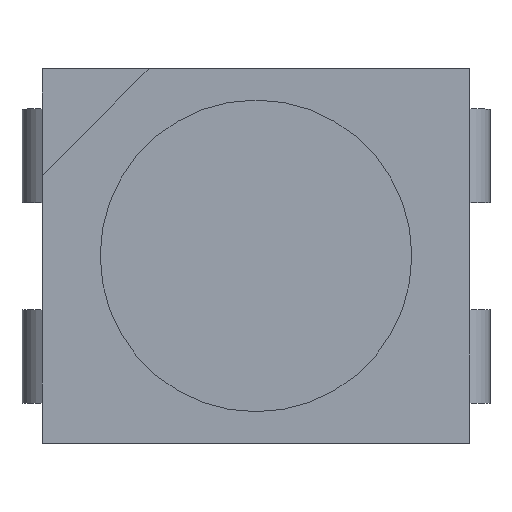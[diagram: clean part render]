
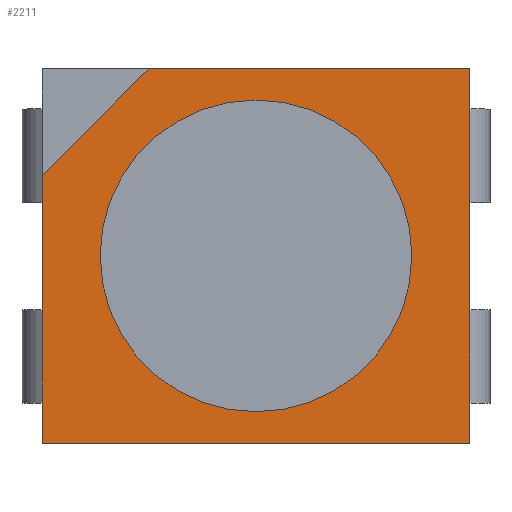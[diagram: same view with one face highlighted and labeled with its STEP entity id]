
A CAD part, top view. The second image highlights one B-rep face of the part: STEP entity #2211.
In plain terms, the highlighted planar face has unit normal (0, 0, 1).
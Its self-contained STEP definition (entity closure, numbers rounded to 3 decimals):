
#1536 = VERTEX_POINT('',#1537);
#1537 = CARTESIAN_POINT('',(0.,-1.315,2.1));
#1543 = EDGE_CURVE('',#1544,#1536,#1546,.T.);
#1544 = VERTEX_POINT('',#1545);
#1545 = CARTESIAN_POINT('',(0.,1.015,2.1));
#1546 = CIRCLE('',#1547,1.165);
#1547 = AXIS2_PLACEMENT_3D('',#1548,#1549,#1550);
#1548 = CARTESIAN_POINT('',(0.,-0.15,2.1));
#1549 = DIRECTION('',(0.,0.,1.));
#1550 = DIRECTION('',(0.,-1.,0.));
#2030 = VERTEX_POINT('',#2031);
#2031 = CARTESIAN_POINT('',(1.6,1.25,2.1));
#2037 = EDGE_CURVE('',#2038,#2030,#2040,.T.);
#2038 = VERTEX_POINT('',#2039);
#2039 = CARTESIAN_POINT('',(1.6,-1.55,2.1));
#2040 = LINE('',#2041,#2042);
#2041 = CARTESIAN_POINT('',(1.6,-1.55,2.1));
#2042 = VECTOR('',#2043,1.);
#2043 = DIRECTION('',(0.,1.,0.));
#2070 = VERTEX_POINT('',#2071);
#2071 = CARTESIAN_POINT('',(-0.8,1.25,2.1));
#2077 = EDGE_CURVE('',#2030,#2070,#2078,.T.);
#2078 = LINE('',#2079,#2080);
#2079 = CARTESIAN_POINT('',(1.6,1.25,2.1));
#2080 = VECTOR('',#2081,1.);
#2081 = DIRECTION('',(-1.,0.,0.));
#2158 = VERTEX_POINT('',#2159);
#2159 = CARTESIAN_POINT('',(-1.6,-1.55,2.1));
#2165 = EDGE_CURVE('',#2166,#2158,#2168,.T.);
#2166 = VERTEX_POINT('',#2167);
#2167 = CARTESIAN_POINT('',(-1.6,0.45,2.1));
#2168 = LINE('',#2169,#2170);
#2169 = CARTESIAN_POINT('',(-1.6,1.25,2.1));
#2170 = VECTOR('',#2171,1.);
#2171 = DIRECTION('',(0.,-1.,0.));
#2196 = EDGE_CURVE('',#2158,#2038,#2197,.T.);
#2197 = LINE('',#2198,#2199);
#2198 = CARTESIAN_POINT('',(-1.6,-1.55,2.1));
#2199 = VECTOR('',#2200,1.);
#2200 = DIRECTION('',(1.,0.,0.));
#2211 = ADVANCED_FACE('',(#2212,#2222),#2234,.T.);
#2212 = FACE_BOUND('',#2213,.T.);
#2213 = EDGE_LOOP('',(#2214,#2221));
#2214 = ORIENTED_EDGE('',*,*,#2215,.F.);
#2215 = EDGE_CURVE('',#1536,#1544,#2216,.T.);
#2216 = CIRCLE('',#2217,1.165);
#2217 = AXIS2_PLACEMENT_3D('',#2218,#2219,#2220);
#2218 = CARTESIAN_POINT('',(0.,-0.15,2.1));
#2219 = DIRECTION('',(0.,0.,1.));
#2220 = DIRECTION('',(0.,-1.,0.));
#2221 = ORIENTED_EDGE('',*,*,#1543,.F.);
#2222 = FACE_BOUND('',#2223,.T.);
#2223 = EDGE_LOOP('',(#2224,#2230,#2231,#2232,#2233));
#2224 = ORIENTED_EDGE('',*,*,#2225,.F.);
#2225 = EDGE_CURVE('',#2166,#2070,#2226,.T.);
#2226 = LINE('',#2227,#2228);
#2227 = CARTESIAN_POINT('',(-1.6,0.45,2.1));
#2228 = VECTOR('',#2229,1.);
#2229 = DIRECTION('',(0.707,0.707,0.)
  );
#2230 = ORIENTED_EDGE('',*,*,#2165,.T.);
#2231 = ORIENTED_EDGE('',*,*,#2196,.T.);
#2232 = ORIENTED_EDGE('',*,*,#2037,.T.);
#2233 = ORIENTED_EDGE('',*,*,#2077,.T.);
#2234 = PLANE('',#2235);
#2235 = AXIS2_PLACEMENT_3D('',#2236,#2237,#2238);
#2236 = CARTESIAN_POINT('',(0.,-0.15,2.1));
#2237 = DIRECTION('',(0.,0.,1.));
#2238 = DIRECTION('',(0.,-1.,0.));
